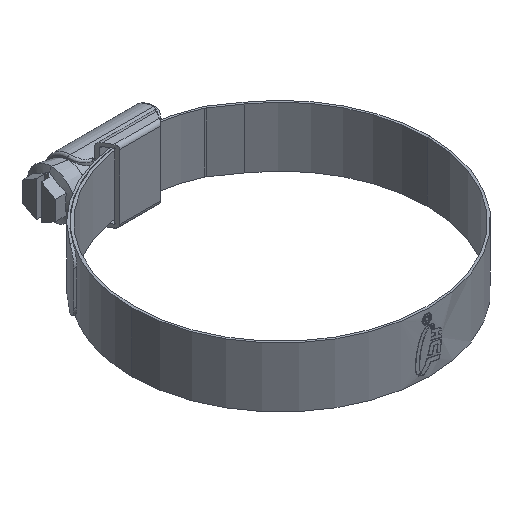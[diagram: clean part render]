
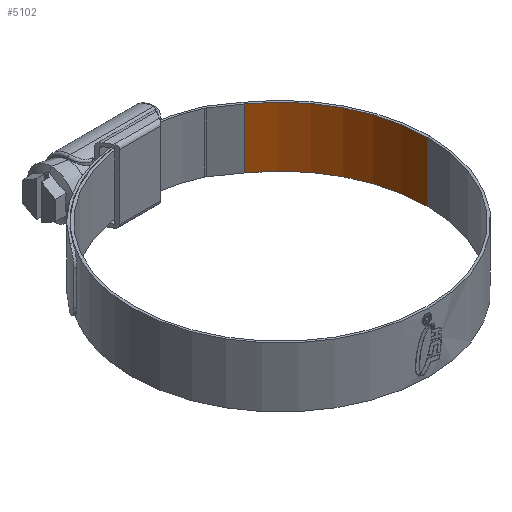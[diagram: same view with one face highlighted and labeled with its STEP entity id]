
A CAD part, isometric view. The second image highlights one B-rep face of the part: STEP entity #5102.
In plain terms, the highlighted cylindrical face has radius 35 mm (diameter 70 mm), a partial arc.
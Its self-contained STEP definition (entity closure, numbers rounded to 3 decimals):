
#56 = EDGE_CURVE ( 'NONE', #4081, #3607, #3872, .T. ) ;
#167 = CARTESIAN_POINT ( 'NONE',  ( 20.075, 28.67, -7.135 ) ) ;
#426 = CYLINDRICAL_SURFACE ( 'NONE', #568, 35. ) ;
#568 = AXIS2_PLACEMENT_3D ( 'NONE', #2907, #7022, #2790 ) ;
#701 = DIRECTION ( 'NONE',  ( 0., 0., 1. ) ) ;
#815 = ORIENTED_EDGE ( 'NONE', *, *, #56, .T. ) ;
#848 = AXIS2_PLACEMENT_3D ( 'NONE', #5425, #701, #4346 ) ;
#909 = CARTESIAN_POINT ( 'NONE',  ( 20.075, 28.67, 7.135 ) ) ;
#1409 = AXIS2_PLACEMENT_3D ( 'NONE', #3091, #3723, #5412 ) ;
#1975 = EDGE_CURVE ( 'NONE', #2469, #4081, #6905, .T. ) ;
#1987 = EDGE_CURVE ( 'NONE', #2469, #4311, #6709, .T. ) ;
#2062 = CARTESIAN_POINT ( 'NONE',  ( 20.075, 28.67, 7.135 ) ) ;
#2469 = VERTEX_POINT ( 'NONE', #6594 ) ;
#2790 = DIRECTION ( 'NONE',  ( -1., 0., 0. ) ) ;
#2907 = CARTESIAN_POINT ( 'NONE',  ( 0., 0., 7.135 ) ) ;
#2987 = EDGE_CURVE ( 'NONE', #4311, #3607, #4741, .T. ) ;
#3070 = CARTESIAN_POINT ( 'NONE',  ( 35., 0., -7.135 ) ) ;
#3091 = CARTESIAN_POINT ( 'NONE',  ( 0., 0., -7.135 ) ) ;
#3275 = DIRECTION ( 'NONE',  ( 0., 0., -1. ) ) ;
#3576 = FACE_OUTER_BOUND ( 'NONE', #5717, .T. ) ;
#3607 = VERTEX_POINT ( 'NONE', #167 ) ;
#3723 = DIRECTION ( 'NONE',  ( 0., 0., 1. ) ) ;
#3872 = LINE ( 'NONE', #909, #5652 ) ;
#4081 = VERTEX_POINT ( 'NONE', #2062 ) ;
#4263 = DIRECTION ( 'NONE',  ( 0., 0., -1. ) ) ;
#4311 = VERTEX_POINT ( 'NONE', #3070 ) ;
#4331 = ORIENTED_EDGE ( 'NONE', *, *, #2987, .F. ) ;
#4346 = DIRECTION ( 'NONE',  ( 1., 0., 0. ) ) ;
#4741 = CIRCLE ( 'NONE', #1409, 35. ) ;
#5102 = ADVANCED_FACE ( 'NONE', ( #3576 ), #426, .F. ) ;
#5251 = ORIENTED_EDGE ( 'NONE', *, *, #1987, .F. ) ;
#5386 = CARTESIAN_POINT ( 'NONE',  ( 35., 0., 7.135 ) ) ;
#5412 = DIRECTION ( 'NONE',  ( 1., 0., 0. ) ) ;
#5425 = CARTESIAN_POINT ( 'NONE',  ( 0., 0., 7.135 ) ) ;
#5652 = VECTOR ( 'NONE', #3275, 1000. ) ;
#5717 = EDGE_LOOP ( 'NONE', ( #5251, #7207, #815, #4331 ) ) ;
#6535 = VECTOR ( 'NONE', #4263, 1000. ) ;
#6594 = CARTESIAN_POINT ( 'NONE',  ( 35., 0., 7.135 ) ) ;
#6709 = LINE ( 'NONE', #5386, #6535 ) ;
#6905 = CIRCLE ( 'NONE', #848, 35. ) ;
#7022 = DIRECTION ( 'NONE',  ( 0., 0., -1. ) ) ;
#7207 = ORIENTED_EDGE ( 'NONE', *, *, #1975, .T. ) ;
